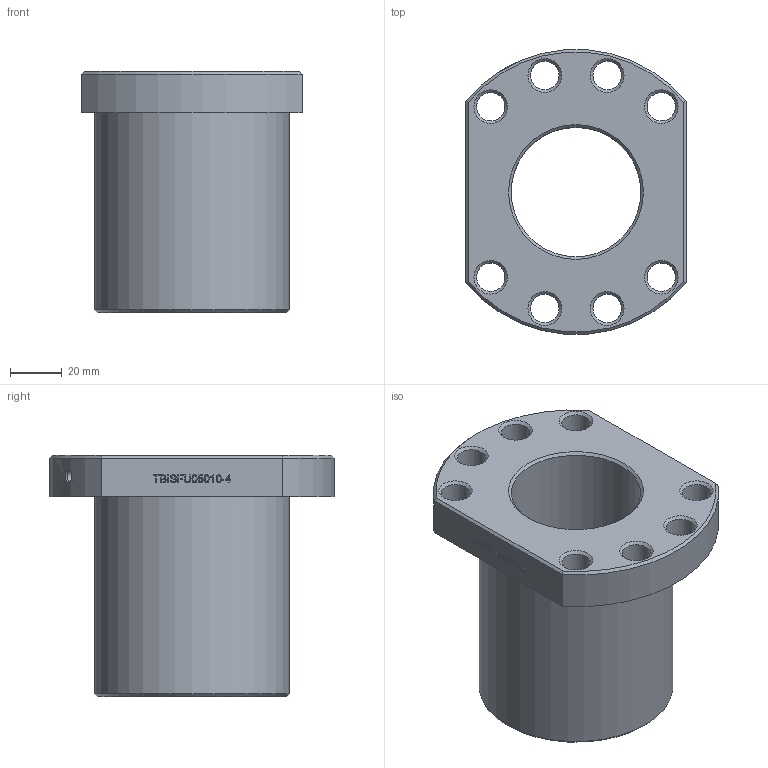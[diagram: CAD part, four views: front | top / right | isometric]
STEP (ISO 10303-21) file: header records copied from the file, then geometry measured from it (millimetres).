
FILE_DESCRIPTION(/* description */ (''),/* implementation_level */ '2;1');
FILE_NAME(/* name */ 'SFU05010-4.stp',/* time_stamp */ '2020-03-23T21:43:20+08:00',/* author */ (''),/* organization */ (''),/* preprocessor_version */ 'ST-DEVELOPER v16',/* originating_system */ 'SIEMENS PLM Software NX 10.0',/* authorisation */ '');
FILE_SCHEMA (('AUTOMOTIVE_DESIGN { 1 0 10303 214 3 1 1 1 }'));
Length unit declared in the file: millimetre
Products named in the file (1): Admi0BFC4609navx
Bounding box: 85 x 109.65 x 93 mm (x, y, z)
Volume: 277566.7 mm3; surface area: 53219.5 mm2
Topology: 1 solids, 1 shells, 145 faces, 352 edges, 230 vertices
Faces by surface type: plane 88, extrusion 27, cone 15, cylinder 14, bspline 1
Full cylindrical faces by diameter (mm): 4 x1, 5.2 x1, 11 x8, 50 x1, 75 x1
Entity records: 5344 total; most frequent: CARTESIAN_POINT 2210, ORIENTED_EDGE 642, DIRECTION 504, EDGE_CURVE 321, VERTEX_POINT 226, EDGE_LOOP 210, VECTOR 186, LINE 159
